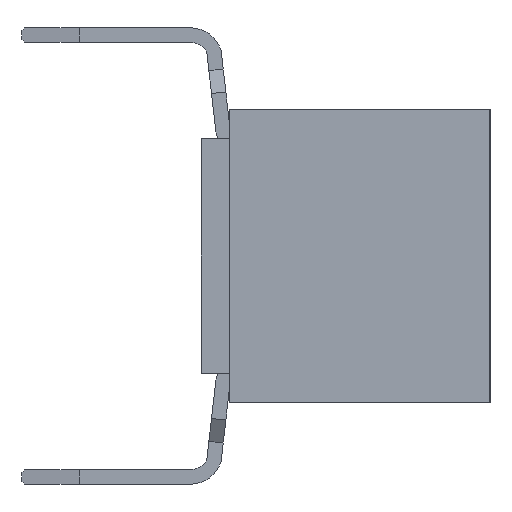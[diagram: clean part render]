
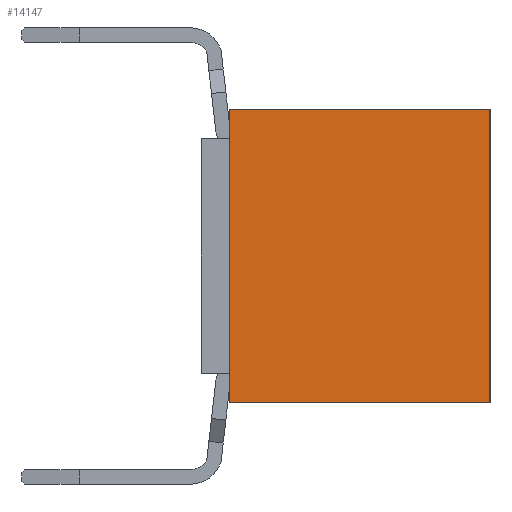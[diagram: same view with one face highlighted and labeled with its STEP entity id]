
A CAD part, left-side view. The second image highlights one B-rep face of the part: STEP entity #14147.
In plain terms, the highlighted planar face has unit normal (-1, 0, 0).
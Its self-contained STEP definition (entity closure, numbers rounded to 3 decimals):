
#9738=DIRECTION('',(0.,0.,-1.));
#9739=VECTOR('',#9738,4.5);
#9740=CARTESIAN_POINT('',(-38.986,16.42,5.));
#9741=LINE('',#9740,#9739);
#9752=DIRECTION('',(0.,-1.,0.));
#9753=VECTOR('',#9752,5.08);
#9754=CARTESIAN_POINT('',(-38.986,21.5,0.5));
#9755=LINE('',#9754,#9753);
#9759=DIRECTION('',(0.,0.,-1.));
#9760=VECTOR('',#9759,4.5);
#9761=CARTESIAN_POINT('',(-38.986,21.5,5.));
#9762=LINE('',#9761,#9760);
#9766=DIRECTION('',(0.,1.,0.));
#9767=VECTOR('',#9766,5.08);
#9768=CARTESIAN_POINT('',(-38.986,16.42,5.));
#9769=LINE('',#9768,#9767);
#13232=CARTESIAN_POINT('',(-38.986,21.5,5.));
#13234=VERTEX_POINT('',#13232);
#13237=CARTESIAN_POINT('',(-38.986,16.42,5.));
#13238=VERTEX_POINT('',#13237);
#13589=CARTESIAN_POINT('',(-38.986,21.5,0.5));
#13590=CARTESIAN_POINT('',(-38.986,16.42,0.5));
#13591=VERTEX_POINT('',#13589);
#13592=VERTEX_POINT('',#13590);
#14135=CARTESIAN_POINT('',(-38.986,16.42,0.));
#14136=DIRECTION('',(-1.,0.,0.));
#14137=DIRECTION('',(0.,1.,0.));
#14138=AXIS2_PLACEMENT_3D('',#14135,#14136,#14137);
#14139=PLANE('',#14138);
#14140=ORIENTED_EDGE('',*,*,#13839,.F.);
#14141=ORIENTED_EDGE('',*,*,#14081,.F.);
#14143=ORIENTED_EDGE('',*,*,#14142,.F.);
#14144=ORIENTED_EDGE('',*,*,#14120,.T.);
#14145=EDGE_LOOP('',(#14140,#14141,#14143,#14144));
#14146=FACE_OUTER_BOUND('',#14145,.F.);
#13839=EDGE_CURVE('',#13591,#13592,#9755,.T.);
#14081=EDGE_CURVE('',#13234,#13591,#9762,.T.);
#14120=EDGE_CURVE('',#13238,#13592,#9741,.T.);
#14142=EDGE_CURVE('',#13238,#13234,#9769,.T.);
#14147=ADVANCED_FACE('',(#14146),#14139,.T.);
